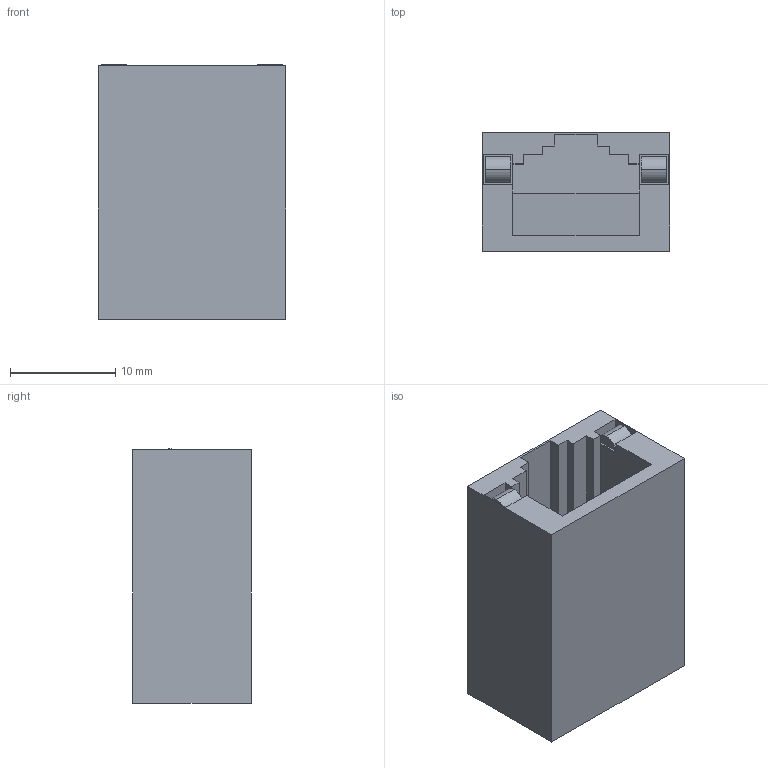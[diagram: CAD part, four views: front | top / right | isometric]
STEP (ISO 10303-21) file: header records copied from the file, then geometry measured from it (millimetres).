
FILE_DESCRIPTION (( 'STEP AP214' ), '1' );
FILE_NAME ('EthernetCon2V4.STEP', '2013-02-01T14:15:42', ( 'Master' ), ( '' ), 'SwSTEP 2.0', 'SolidWorks 2010', '' );
FILE_SCHEMA (( 'AUTOMOTIVE_DESIGN' ));
Length unit declared in the file: millimetre
Products named in the file (1): EthernetCon2V4
Bounding box: 17.8 x 11.3 x 24.22 mm (x, y, z)
Volume: 3007.3 mm3; surface area: 2682.2 mm2
Topology: 1 solids, 1 shells, 42 faces, 109 edges, 72 vertices
Faces by surface type: plane 38, cylinder 4
Entity records: 1387 total; most frequent: CARTESIAN_POINT 224, ORIENTED_EDGE 218, DIRECTION 203, EDGE_CURVE 109, VECTOR 101, LINE 101, VERTEX_POINT 72, AXIS2_PLACEMENT_3D 51
